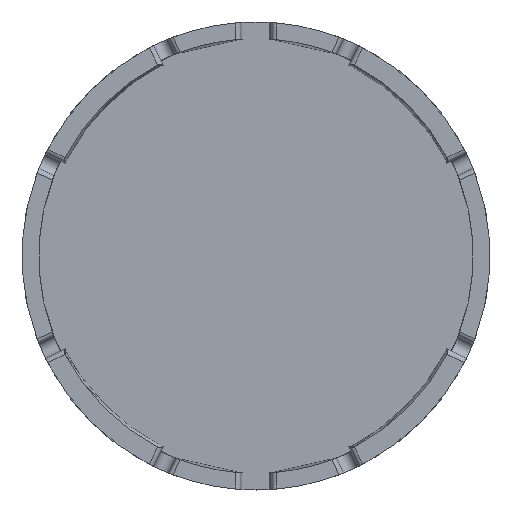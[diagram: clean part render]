
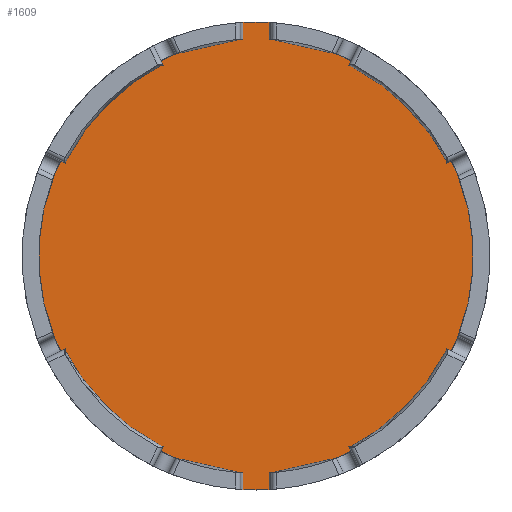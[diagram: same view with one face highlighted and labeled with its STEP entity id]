
A CAD part, front view. The second image highlights one B-rep face of the part: STEP entity #1609.
In plain terms, the highlighted planar face has unit normal (0, -1, 0).
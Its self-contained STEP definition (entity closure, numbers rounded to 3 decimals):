
#29=CIRCLE('',#1627,9.15);
#31=CIRCLE('',#1629,9.15);
#37=CIRCLE('',#1649,9.15);
#39=CIRCLE('',#1651,9.15);
#49=CIRCLE('',#1666,9.85);
#54=CIRCLE('',#1671,9.85);
#57=CIRCLE('',#1674,9.85);
#58=CIRCLE('',#1675,9.85);
#247=FACE_OUTER_BOUND('',#332,.T.);
#332=EDGE_LOOP('',(#1464,#1465,#1466,#1467,#1468,#1469,#1470,#1471,#1472,
#1473,#1474,#1475,#1476,#1477,#1478,#1479));
#339=LINE('',#2141,#471);
#343=LINE('',#2150,#475);
#347=LINE('',#2159,#479);
#351=LINE('',#2168,#483);
#462=LINE('',#3390,#594);
#463=LINE('',#3392,#595);
#467=LINE('',#3399,#599);
#468=LINE('',#3401,#600);
#471=VECTOR('',#1749,0.701);
#475=VECTOR('',#1755,0.701);
#479=VECTOR('',#1761,0.701);
#483=VECTOR('',#1767,0.701);
#594=VECTOR('',#2106,0.701);
#595=VECTOR('',#2109,0.701);
#599=VECTOR('',#2119,0.701);
#600=VECTOR('',#2122,0.701);
#603=VERTEX_POINT('',#2138);
#604=VERTEX_POINT('',#2140);
#607=VERTEX_POINT('',#2147);
#608=VERTEX_POINT('',#2149);
#611=VERTEX_POINT('',#2156);
#612=VERTEX_POINT('',#2158);
#615=VERTEX_POINT('',#2165);
#616=VERTEX_POINT('',#2167);
#646=VERTEX_POINT('',#2381);
#649=VERTEX_POINT('',#2387);
#670=VERTEX_POINT('',#2526);
#673=VERTEX_POINT('',#2532);
#742=VERTEX_POINT('',#3136);
#745=VERTEX_POINT('',#3141);
#747=VERTEX_POINT('',#3145);
#748=VERTEX_POINT('',#3147);
#765=EDGE_CURVE('',#604,#603,#339,.T.);
#769=EDGE_CURVE('',#608,#607,#343,.T.);
#773=EDGE_CURVE('',#612,#611,#347,.T.);
#777=EDGE_CURVE('',#616,#615,#351,.T.);
#811=EDGE_CURVE('',#646,#616,#29,.T.);
#815=EDGE_CURVE('',#603,#649,#31,.T.);
#849=EDGE_CURVE('',#670,#608,#37,.T.);
#853=EDGE_CURVE('',#611,#673,#39,.T.);
#906=EDGE_CURVE('',#612,#615,#49,.T.);
#931=EDGE_CURVE('',#604,#607,#54,.T.);
#936=EDGE_CURVE('',#745,#742,#57,.T.);
#938=EDGE_CURVE('',#747,#748,#58,.T.);
#997=EDGE_CURVE('',#646,#745,#462,.T.);
#998=EDGE_CURVE('',#748,#673,#463,.T.);
#1002=EDGE_CURVE('',#742,#649,#467,.T.);
#1003=EDGE_CURVE('',#670,#747,#468,.T.);
#1464=ORIENTED_EDGE('',*,*,#811,.T.);
#1465=ORIENTED_EDGE('',*,*,#777,.T.);
#1466=ORIENTED_EDGE('',*,*,#906,.F.);
#1467=ORIENTED_EDGE('',*,*,#773,.T.);
#1468=ORIENTED_EDGE('',*,*,#853,.T.);
#1469=ORIENTED_EDGE('',*,*,#998,.F.);
#1470=ORIENTED_EDGE('',*,*,#938,.F.);
#1471=ORIENTED_EDGE('',*,*,#1003,.F.);
#1472=ORIENTED_EDGE('',*,*,#849,.T.);
#1473=ORIENTED_EDGE('',*,*,#769,.T.);
#1474=ORIENTED_EDGE('',*,*,#931,.F.);
#1475=ORIENTED_EDGE('',*,*,#765,.T.);
#1476=ORIENTED_EDGE('',*,*,#815,.T.);
#1477=ORIENTED_EDGE('',*,*,#1002,.F.);
#1478=ORIENTED_EDGE('',*,*,#936,.F.);
#1479=ORIENTED_EDGE('',*,*,#997,.F.);
#1529=PLANE('',#1738);
#1609=ADVANCED_FACE('',(#247),#1529,.T.);
#1627=AXIS2_PLACEMENT_3D('',#2382,#1797,#1798);
#1629=AXIS2_PLACEMENT_3D('',#2389,#1803,#1804);
#1649=AXIS2_PLACEMENT_3D('',#2527,#1862,#1863);
#1651=AXIS2_PLACEMENT_3D('',#2534,#1868,#1869);
#1666=AXIS2_PLACEMENT_3D('',#2933,#1919,#1920);
#1671=AXIS2_PLACEMENT_3D('',#3133,#1937,#1938);
#1674=AXIS2_PLACEMENT_3D('',#3143,#1945,#1946);
#1675=AXIS2_PLACEMENT_3D('',#3148,#1948,#1949);
#1738=AXIS2_PLACEMENT_3D('',#3402,#2123,#2124);
#1749=DIRECTION('',(0.,0.,-1.));
#1755=DIRECTION('',(0.,0.,1.));
#1761=DIRECTION('',(0.,0.,1.));
#1767=DIRECTION('',(0.,0.,-1.));
#1797=DIRECTION('center_axis',(0.,-1.,0.));
#1798=DIRECTION('ref_axis',(0.,0.,
-1.));
#1803=DIRECTION('center_axis',(0.,-1.,0.));
#1804=DIRECTION('ref_axis',(0.,0.,
-1.));
#1862=DIRECTION('center_axis',(0.,-1.,0.));
#1863=DIRECTION('ref_axis',(0.,0.,
-1.));
#1868=DIRECTION('center_axis',(0.,-1.,0.));
#1869=DIRECTION('ref_axis',(0.,0.,
-1.));
#1919=DIRECTION('center_axis',(0.,1.,0.));
#1920=DIRECTION('ref_axis',(0.,0.,
-1.));
#1937=DIRECTION('center_axis',(0.,1.,0.));
#1938=DIRECTION('ref_axis',(0.,0.,
-1.));
#1945=DIRECTION('center_axis',(0.,1.,0.));
#1946=DIRECTION('ref_axis',(0.,0.,
-1.));
#1948=DIRECTION('center_axis',(0.,1.,0.));
#1949=DIRECTION('ref_axis',(0.,0.,
-1.));
#2106=DIRECTION('',(-1.,0.,0.));
#2109=DIRECTION('',(-1.,0.,0.));
#2119=DIRECTION('',(1.,0.,0.));
#2122=DIRECTION('',(1.,0.,0.));
#2123=DIRECTION('center_axis',(0.,-1.,0.));
#2124=DIRECTION('ref_axis',(0.,0.,-1.));
#2138=CARTESIAN_POINT('',(8.461,-22.494,9.133));
#2140=CARTESIAN_POINT('',(8.461,-22.494,9.835));
#2141=CARTESIAN_POINT('',(8.461,-22.494,9.835));
#2147=CARTESIAN_POINT('',(9.561,-22.494,9.835));
#2149=CARTESIAN_POINT('',(9.561,-22.494,9.133));
#2150=CARTESIAN_POINT('',(9.561,-22.494,9.133));
#2156=CARTESIAN_POINT('',(9.561,-22.494,-9.133));
#2158=CARTESIAN_POINT('',(9.561,-22.494,-9.835));
#2159=CARTESIAN_POINT('',(9.561,-22.494,-9.835));
#2165=CARTESIAN_POINT('',(8.461,-22.494,-9.835));
#2167=CARTESIAN_POINT('',(8.461,-22.494,-9.133));
#2168=CARTESIAN_POINT('',(8.461,-22.494,-9.133));
#2381=CARTESIAN_POINT('',(-0.123,-22.494,-0.55));
#2382=CARTESIAN_POINT('Origin',(9.011,-22.494,0.));
#2387=CARTESIAN_POINT('',(-0.123,-22.494,0.55));
#2389=CARTESIAN_POINT('Origin',(9.011,-22.494,0.));
#2526=CARTESIAN_POINT('',(18.144,-22.494,0.55));
#2527=CARTESIAN_POINT('Origin',(9.011,-22.494,0.));
#2532=CARTESIAN_POINT('',(18.144,-22.494,-0.55));
#2534=CARTESIAN_POINT('Origin',(9.011,-22.494,0.));
#2933=CARTESIAN_POINT('Origin',(9.011,-22.494,0.));
#3133=CARTESIAN_POINT('Origin',(9.011,-22.494,0.));
#3136=CARTESIAN_POINT('',(-0.824,-22.494,0.55));
#3141=CARTESIAN_POINT('',(-0.824,-22.494,-0.55));
#3143=CARTESIAN_POINT('Origin',(9.011,-22.494,0.));
#3145=CARTESIAN_POINT('',(18.845,-22.494,0.55));
#3147=CARTESIAN_POINT('',(18.845,-22.494,-0.55));
#3148=CARTESIAN_POINT('Origin',(9.011,-22.494,0.));
#3390=CARTESIAN_POINT('',(9.011,-22.494,-0.55));
#3392=CARTESIAN_POINT('',(9.011,-22.494,-0.55));
#3399=CARTESIAN_POINT('',(9.011,-22.494,0.55));
#3401=CARTESIAN_POINT('',(9.011,-22.494,0.55));
#3402=CARTESIAN_POINT('Origin',(9.011,-22.494,-4.575));
